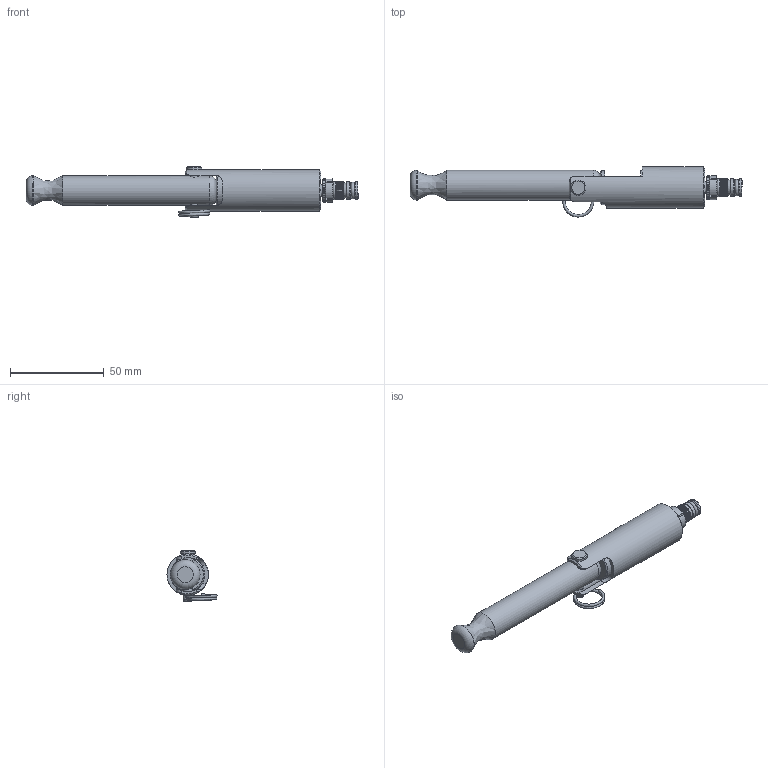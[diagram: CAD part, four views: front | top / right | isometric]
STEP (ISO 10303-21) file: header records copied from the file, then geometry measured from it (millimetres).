
FILE_DESCRIPTION((''),'2;1');
FILE_NAME('JNL00375H.stp','2011-03-21T10:14:52',('scottg'),(''),'Autodesk Inventor 2009','Autodesk Inventor 2009','');
FILE_SCHEMA(('AUTOMOTIVE_DESIGN { 1 0 10303 214 1 1 1 1 }'));
Length unit declared in the file: inch
Products named in the file (16): JNL00375H; H1110; H1121; ANSI/ASME B18.8.1 PIN. CLEVIS. 0.1875 x 1; H1340; H1180 Compressed; H1191 OBSOLETE-SEE JNL_Hxxx; CN00375H; 21370-0375; 21390-1; 21350-1; 21320-0375; AS 568 O-Ring DASH # 009; AS 568 O-Ring DASH # 010; 20370172B70; 21360-0375
Assembly tree (18 placements, depth 3):
  JNL00375H
    H1110
    H1121
    ANSI/ASME B18.8.1 PIN. CLEVIS. 0.1875 x 1
    H1340
    H1180 Compressed
    H1191 OBSOLETE-SEE JNL_Hxxx
    CN00375H
      21370-0375
      21390-1
      21350-1
      21320-0375
      AS 568 O-Ring DASH # 009
      AS 568 O-Ring DASH # 010
      20370172B70
      21360-0375  x4
Bounding box: 177.42 x 26.73 x 27.18 mm (x, y, z)
Volume: 37902.5 mm3; surface area: 22711.8 mm2
Topology: 17 solids, 17 shells, 385 faces, 1002 edges, 654 vertices
Faces by surface type: bspline 153, cylinder 104, plane 77, cone 43, torus 8
Full cylindrical faces by diameter (mm): 1.854 x1, 2.87 x1, 4.775 x3, 5.08 x2, 5.258 x1, 5.461 x2, 6.248 x2, 6.35 x1, 6.426 x1, 6.553 x1, 8.128 x1, 8.941 x1, 9.144 x1, 9.271 x1, 9.296 x1, 12.192 x1, 12.573 x1, 12.7 x1, 15.875 x2, 18.136 x1, 18.339 x1, 22.098 x1
Entity records: 10851 total; most frequent: CARTESIAN_POINT 6438, ORIENTED_EDGE 772, DIRECTION 726, EDGE_CURVE 386, AXIS2_PLACEMENT_3D 310, EDGE_LOOP 292, VERTEX_POINT 284, FACE_OUTER_BOUND 199
